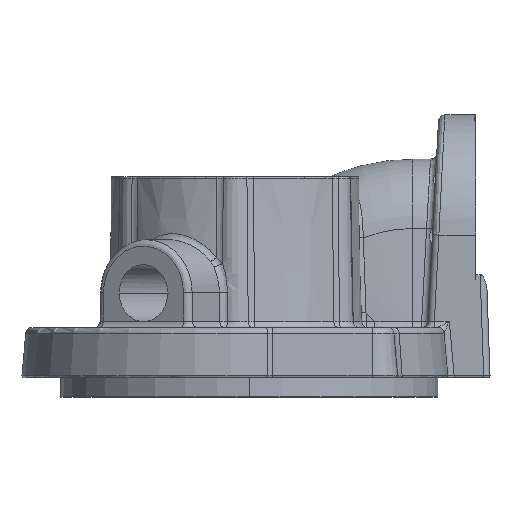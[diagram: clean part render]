
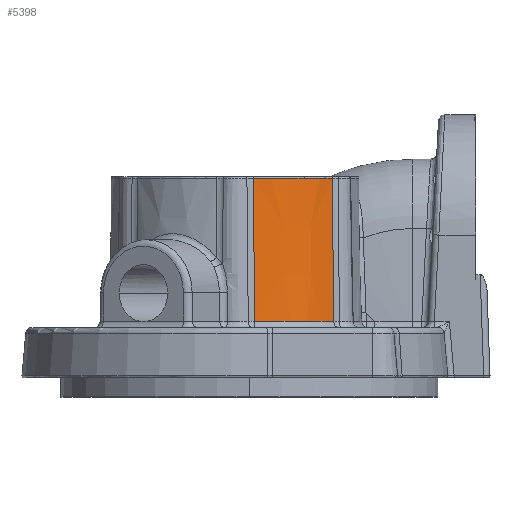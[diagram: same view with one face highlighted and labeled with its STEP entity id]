
A CAD part, left-side view. The second image highlights one B-rep face of the part: STEP entity #5398.
In plain terms, the highlighted conical face has half-angle 1 degrees and reference radius 98 mm.
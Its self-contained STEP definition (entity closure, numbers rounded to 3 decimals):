
#2023=CARTESIAN_POINT('Vertex',(-239.954,-77.928,4.913)) ;
#2046=CARTESIAN_POINT('Axis2P3D Location',(-177.272,0.,4.913)) ;
#2050=CARTESIAN_POINT('Vertex',(-276.1,-15.32,4.913)) ;
#5356=CARTESIAN_POINT('Vertex',(-238.314,-76.711,118.035)) ;
#5360=CARTESIAN_POINT('Control Point',(-238.314,-76.711,118.035)) ;
#5361=CARTESIAN_POINT('Control Point',(-238.643,-76.954,95.41)) ;
#5362=CARTESIAN_POINT('Control Point',(-238.972,-77.197,72.786)) ;
#5363=CARTESIAN_POINT('Control Point',(-239.3,-77.44,50.162)) ;
#5364=CARTESIAN_POINT('Control Point',(-239.627,-77.684,27.537)) ;
#5365=CARTESIAN_POINT('Control Point',(-239.954,-77.928,4.913)) ;
#5374=CARTESIAN_POINT('Axis2P3D Location',(-177.272,0.,120.)) ;
#5379=CARTESIAN_POINT('Axis2P3D Location',(-177.272,0.,118.035)) ;
#5383=CARTESIAN_POINT('Vertex',(-274.227,-14.508,118.035)) ;
#5387=CARTESIAN_POINT('Control Point',(-276.1,-15.32,4.913)) ;
#5388=CARTESIAN_POINT('Control Point',(-275.476,-15.052,42.62)) ;
#5389=CARTESIAN_POINT('Control Point',(-274.851,-14.782,80.328)) ;
#5390=CARTESIAN_POINT('Control Point',(-274.227,-14.508,118.035)) ;
#2047=DIRECTION('Axis2P3D Direction',(0.,-0.,1.)) ;
#5375=DIRECTION('Axis2P3D Direction',(-0.,-0.,-1.)) ;
#5376=DIRECTION('Axis2P3D XDirection',(0.866,0.5,0.)) ;
#5380=DIRECTION('Axis2P3D Direction',(0.,0.,1.)) ;
#2048=AXIS2_PLACEMENT_3D('Circle Axis2P3D',#2046,#2047,$) ;
#5377=AXIS2_PLACEMENT_3D('Cone Axis2P3D',#5374,#5375,#5376) ;
#5381=AXIS2_PLACEMENT_3D('Circle Axis2P3D',#5379,#5380,$) ;
#5393=ORIENTED_EDGE('',*,*,#2052,.F.) ;
#5394=ORIENTED_EDGE('',*,*,#5366,.T.) ;
#5395=ORIENTED_EDGE('',*,*,#5385,.F.) ;
#5396=ORIENTED_EDGE('',*,*,#5391,.T.) ;
#5398=ADVANCED_FACE('PartBody',(#5397),#5378,.T.) ;
#5359=B_SPLINE_CURVE_WITH_KNOTS('',5,(#5360,#5361,#5362,#5363,#5364,#5365),.UNSPECIFIED.,.F.,.U.,(6,6),(36.726,196.73),.UNSPECIFIED.) ;
#5386=B_SPLINE_CURVE_WITH_KNOTS('',3,(#5387,#5388,#5389,#5390),.UNSPECIFIED.,.F.,.U.,(4,4),(40.895,200.9),.UNSPECIFIED.) ;
#2049=CIRCLE('generated circle',#2048,100.009) ;
#5382=CIRCLE('generated circle',#5381,98.034) ;
#5378=CONICAL_SURFACE('Cone',#5377,98.,0.017) ;
#2052=EDGE_CURVE('',#2024,#2051,#2049,.F.) ;
#5366=EDGE_CURVE('',#2024,#5357,#5359,.F.) ;
#5385=EDGE_CURVE('',#5384,#5357,#5382,.T.) ;
#5391=EDGE_CURVE('',#5384,#2051,#5386,.F.) ;
#5392=EDGE_LOOP('',(#5393,#5394,#5395,#5396)) ;
#5397=FACE_OUTER_BOUND('',#5392,.T.) ;
#2024=VERTEX_POINT('',#2023) ;
#2051=VERTEX_POINT('',#2050) ;
#5357=VERTEX_POINT('',#5356) ;
#5384=VERTEX_POINT('',#5383) ;
